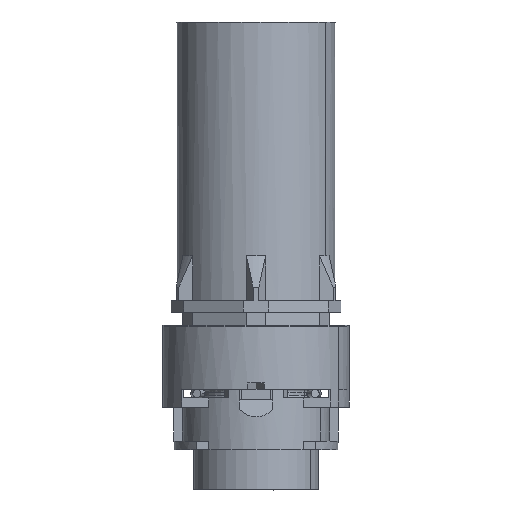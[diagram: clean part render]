
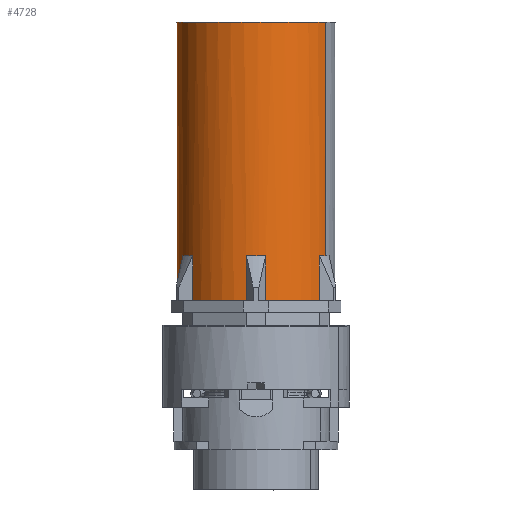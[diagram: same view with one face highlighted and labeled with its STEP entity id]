
A CAD part, left-side view. The second image highlights one B-rep face of the part: STEP entity #4728.
In plain terms, the highlighted cylindrical face has radius 14 mm (diameter 28 mm), a partial arc.
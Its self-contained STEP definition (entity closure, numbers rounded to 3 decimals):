
#4315=AXIS2_PLACEMENT_3D('Circle Axis2P3D',#4313,#4314,$) ;
#4432=AXIS2_PLACEMENT_3D('Circle Axis2P3D',#4430,#4431,$) ;
#4474=AXIS2_PLACEMENT_3D('Circle Axis2P3D',#4472,#4473,$) ;
#4530=AXIS2_PLACEMENT_3D('Circle Axis2P3D',#4528,#4529,$) ;
#4645=AXIS2_PLACEMENT_3D('Cylinder Axis2P3D',#4642,#4643,#4644) ;
#4669=AXIS2_PLACEMENT_3D('Circle Axis2P3D',#4667,#4668,$) ;
#4688=AXIS2_PLACEMENT_3D('Circle Axis2P3D',#4686,#4687,$) ;
#4707=AXIS2_PLACEMENT_3D('Circle Axis2P3D',#4705,#4706,$) ;
#4308=CARTESIAN_POINT('Vertex',(11.039,29.391,33.4)) ;
#4313=CARTESIAN_POINT('Axis2P3D Location',(16.5,16.5,33.4)) ;
#4317=CARTESIAN_POINT('Vertex',(21.961,29.391,33.4)) ;
#4430=CARTESIAN_POINT('Axis2P3D Location',(16.5,16.5,33.4)) ;
#4434=CARTESIAN_POINT('Vertex',(8.067,5.325,33.4)) ;
#4436=CARTESIAN_POINT('Vertex',(2.606,14.784,33.4)) ;
#4472=CARTESIAN_POINT('Axis2P3D Location',(16.5,16.5,33.4)) ;
#4476=CARTESIAN_POINT('Vertex',(2.606,18.216,33.4)) ;
#4478=CARTESIAN_POINT('Vertex',(8.067,27.675,33.4)) ;
#4523=CARTESIAN_POINT('Vertex',(23.212,28.786,82.6)) ;
#4525=CARTESIAN_POINT('Vertex',(9.788,4.214,82.6)) ;
#4528=CARTESIAN_POINT('Axis2P3D Location',(16.5,16.5,82.6)) ;
#4553=CARTESIAN_POINT('Vertex',(9.788,4.214,41.339)) ;
#4610=CARTESIAN_POINT('Vertex',(23.212,28.786,41.339)) ;
#4613=CARTESIAN_POINT('Line Origine',(23.212,28.786,51.35)) ;
#4618=CARTESIAN_POINT('Line Origine',(9.788,4.214,51.35)) ;
#4642=CARTESIAN_POINT('Axis2P3D Location',(16.5,16.5,51.35)) ;
#4648=CARTESIAN_POINT('Control Point',(21.961,29.391,41.339)) ;
#4649=CARTESIAN_POINT('Control Point',(22.388,29.21,41.339)) ;
#4650=CARTESIAN_POINT('Control Point',(22.805,29.008,41.339)) ;
#4651=CARTESIAN_POINT('Control Point',(23.212,28.786,41.339)) ;
#4652=CARTESIAN_POINT('Vertex',(21.961,29.391,41.339)) ;
#4655=CARTESIAN_POINT('Line Origine',(21.961,29.391,51.35)) ;
#4660=CARTESIAN_POINT('Line Origine',(11.039,29.391,51.35)) ;
#4664=CARTESIAN_POINT('Vertex',(11.039,29.391,41.339)) ;
#4667=CARTESIAN_POINT('Axis2P3D Location',(16.5,16.5,41.339)) ;
#4671=CARTESIAN_POINT('Vertex',(8.067,27.675,41.339)) ;
#4674=CARTESIAN_POINT('Line Origine',(8.067,27.675,51.35)) ;
#4679=CARTESIAN_POINT('Line Origine',(2.606,18.216,51.35)) ;
#4683=CARTESIAN_POINT('Vertex',(2.606,18.216,41.339)) ;
#4686=CARTESIAN_POINT('Axis2P3D Location',(16.5,16.5,41.339)) ;
#4690=CARTESIAN_POINT('Vertex',(2.606,14.784,41.339)) ;
#4693=CARTESIAN_POINT('Line Origine',(2.606,14.784,51.35)) ;
#4698=CARTESIAN_POINT('Line Origine',(8.067,5.325,51.35)) ;
#4702=CARTESIAN_POINT('Vertex',(8.067,5.325,41.339)) ;
#4705=CARTESIAN_POINT('Axis2P3D Location',(16.5,16.5,41.339)) ;
#4314=DIRECTION('Axis2P3D Direction',(0.,0.,-1.)) ;
#4431=DIRECTION('Axis2P3D Direction',(0.,0.,-1.)) ;
#4473=DIRECTION('Axis2P3D Direction',(0.,0.,-1.)) ;
#4529=DIRECTION('Axis2P3D Direction',(0.,0.,-1.)) ;
#4614=DIRECTION('Vector Direction',(0.,0.,-1.)) ;
#4619=DIRECTION('Vector Direction',(0.,0.,-1.)) ;
#4643=DIRECTION('Axis2P3D Direction',(0.,0.,-1.)) ;
#4644=DIRECTION('Axis2P3D XDirection',(-0.479,-0.878,0.)) ;
#4656=DIRECTION('Vector Direction',(0.,0.,-1.)) ;
#4661=DIRECTION('Vector Direction',(0.,0.,-1.)) ;
#4668=DIRECTION('Axis2P3D Direction',(0.,0.,-1.)) ;
#4675=DIRECTION('Vector Direction',(0.,0.,-1.)) ;
#4680=DIRECTION('Vector Direction',(0.,0.,-1.)) ;
#4687=DIRECTION('Axis2P3D Direction',(0.,0.,-1.)) ;
#4694=DIRECTION('Vector Direction',(0.,0.,-1.)) ;
#4699=DIRECTION('Vector Direction',(0.,0.,-1.)) ;
#4706=DIRECTION('Axis2P3D Direction',(0.,0.,-1.)) ;
#4615=VECTOR('Line Direction',#4614,1.) ;
#4620=VECTOR('Line Direction',#4619,1.) ;
#4657=VECTOR('Line Direction',#4656,1.) ;
#4662=VECTOR('Line Direction',#4661,1.) ;
#4676=VECTOR('Line Direction',#4675,1.) ;
#4681=VECTOR('Line Direction',#4680,1.) ;
#4695=VECTOR('Line Direction',#4694,1.) ;
#4700=VECTOR('Line Direction',#4699,1.) ;
#4711=ORIENTED_EDGE('',*,*,#4654,.F.) ;
#4712=ORIENTED_EDGE('',*,*,#4659,.F.) ;
#4713=ORIENTED_EDGE('',*,*,#4319,.F.) ;
#4714=ORIENTED_EDGE('',*,*,#4666,.T.) ;
#4715=ORIENTED_EDGE('',*,*,#4673,.F.) ;
#4716=ORIENTED_EDGE('',*,*,#4678,.F.) ;
#4717=ORIENTED_EDGE('',*,*,#4480,.F.) ;
#4718=ORIENTED_EDGE('',*,*,#4685,.T.) ;
#4719=ORIENTED_EDGE('',*,*,#4692,.F.) ;
#4720=ORIENTED_EDGE('',*,*,#4697,.F.) ;
#4721=ORIENTED_EDGE('',*,*,#4438,.F.) ;
#4722=ORIENTED_EDGE('',*,*,#4704,.T.) ;
#4723=ORIENTED_EDGE('',*,*,#4709,.T.) ;
#4724=ORIENTED_EDGE('',*,*,#4622,.T.) ;
#4725=ORIENTED_EDGE('',*,*,#4532,.T.) ;
#4726=ORIENTED_EDGE('',*,*,#4617,.F.) ;
#4728=ADVANCED_FACE('Hauptk\X2\00F6\X0\rper',(#4727),#4646,.T.) ;
#4647=B_SPLINE_CURVE_WITH_KNOTS('',3,(#4648,#4649,#4650,#4651),.UNSPECIFIED.,.F.,.U.,(4,4),(-0.695,0.695),.UNSPECIFIED.) ;
#4316=CIRCLE('generated circle',#4315,14.) ;
#4433=CIRCLE('generated circle',#4432,14.) ;
#4475=CIRCLE('generated circle',#4474,14.) ;
#4531=CIRCLE('generated circle',#4530,14.) ;
#4670=CIRCLE('generated circle',#4669,14.) ;
#4689=CIRCLE('generated circle',#4688,14.) ;
#4708=CIRCLE('generated circle',#4707,14.) ;
#4646=CYLINDRICAL_SURFACE('generated cylinder',#4645,14.) ;
#4319=EDGE_CURVE('',#4309,#4318,#4316,.T.) ;
#4438=EDGE_CURVE('',#4435,#4437,#4433,.T.) ;
#4480=EDGE_CURVE('',#4477,#4479,#4475,.T.) ;
#4532=EDGE_CURVE('',#4526,#4524,#4531,.T.) ;
#4617=EDGE_CURVE('',#4611,#4524,#4616,.F.) ;
#4622=EDGE_CURVE('',#4554,#4526,#4621,.F.) ;
#4654=EDGE_CURVE('',#4653,#4611,#4647,.T.) ;
#4659=EDGE_CURVE('',#4318,#4653,#4658,.F.) ;
#4666=EDGE_CURVE('',#4309,#4665,#4663,.F.) ;
#4673=EDGE_CURVE('',#4672,#4665,#4670,.T.) ;
#4678=EDGE_CURVE('',#4479,#4672,#4677,.F.) ;
#4685=EDGE_CURVE('',#4477,#4684,#4682,.F.) ;
#4692=EDGE_CURVE('',#4691,#4684,#4689,.T.) ;
#4697=EDGE_CURVE('',#4437,#4691,#4696,.F.) ;
#4704=EDGE_CURVE('',#4435,#4703,#4701,.F.) ;
#4709=EDGE_CURVE('',#4703,#4554,#4708,.F.) ;
#4710=EDGE_LOOP('',(#4711,#4712,#4713,#4714,#4715,#4716,#4717,#4718,#4719,#4720,#4721,#4722,#4723,#4724,#4725,#4726)) ;
#4727=FACE_OUTER_BOUND('',#4710,.T.) ;
#4616=LINE('Line',#4613,#4615) ;
#4621=LINE('Line',#4618,#4620) ;
#4658=LINE('Line',#4655,#4657) ;
#4663=LINE('Line',#4660,#4662) ;
#4677=LINE('Line',#4674,#4676) ;
#4682=LINE('Line',#4679,#4681) ;
#4696=LINE('Line',#4693,#4695) ;
#4701=LINE('Line',#4698,#4700) ;
#4309=VERTEX_POINT('',#4308) ;
#4318=VERTEX_POINT('',#4317) ;
#4435=VERTEX_POINT('',#4434) ;
#4437=VERTEX_POINT('',#4436) ;
#4477=VERTEX_POINT('',#4476) ;
#4479=VERTEX_POINT('',#4478) ;
#4524=VERTEX_POINT('',#4523) ;
#4526=VERTEX_POINT('',#4525) ;
#4554=VERTEX_POINT('',#4553) ;
#4611=VERTEX_POINT('',#4610) ;
#4653=VERTEX_POINT('',#4652) ;
#4665=VERTEX_POINT('',#4664) ;
#4672=VERTEX_POINT('',#4671) ;
#4684=VERTEX_POINT('',#4683) ;
#4691=VERTEX_POINT('',#4690) ;
#4703=VERTEX_POINT('',#4702) ;
